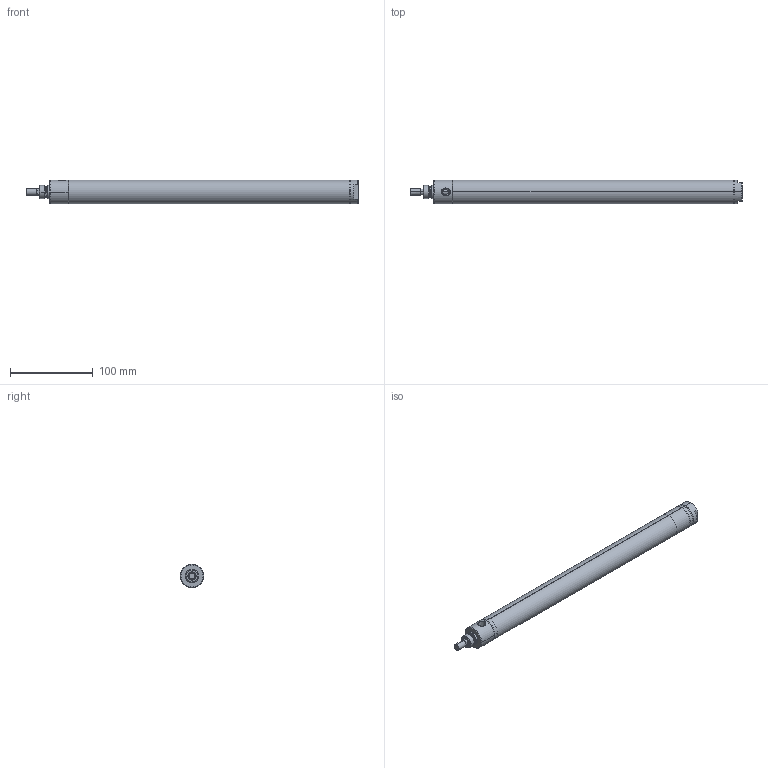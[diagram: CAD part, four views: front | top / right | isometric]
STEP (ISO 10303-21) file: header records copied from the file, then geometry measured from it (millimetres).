
FILE_DESCRIPTION (( 'STEP AP203' ), '1' );
FILE_NAME ('F17120DN.step', '2021-11-04T15:14:28', ( '' ), ( '' ), 'SwSTEP 2.0', 'SolidWorks 2021', '' );
FILE_SCHEMA (( 'CONFIG_CONTROL_DESIGN' ));
Length unit declared in the file: millimetre
Products named in the file (5): F17120DN_9; F17120DN_3; F17120DN_5; F17120DN_7; F17120DN
Assembly tree (4 placements, depth 2):
  F17120DN
    F17120DN_3
    F17120DN_5
    F17120DN_7
    F17120DN_9
Bounding box: 400.05 x 28.19 x 28.19 mm (x, y, z)
Volume: 68521.3 mm3; surface area: 80444.1 mm2
Topology: 4 solids, 4 shells, 125 faces, 270 edges, 162 vertices
Faces by surface type: cone 52, cylinder 44, plane 25, torus 4
Entity records: 4067 total; most frequent: CARTESIAN_POINT 721, DIRECTION 668, ORIENTED_EDGE 540, AXIS2_PLACEMENT_3D 281, EDGE_CURVE 270, VERTEX_POINT 162, CIRCLE 149, EDGE_LOOP 142
